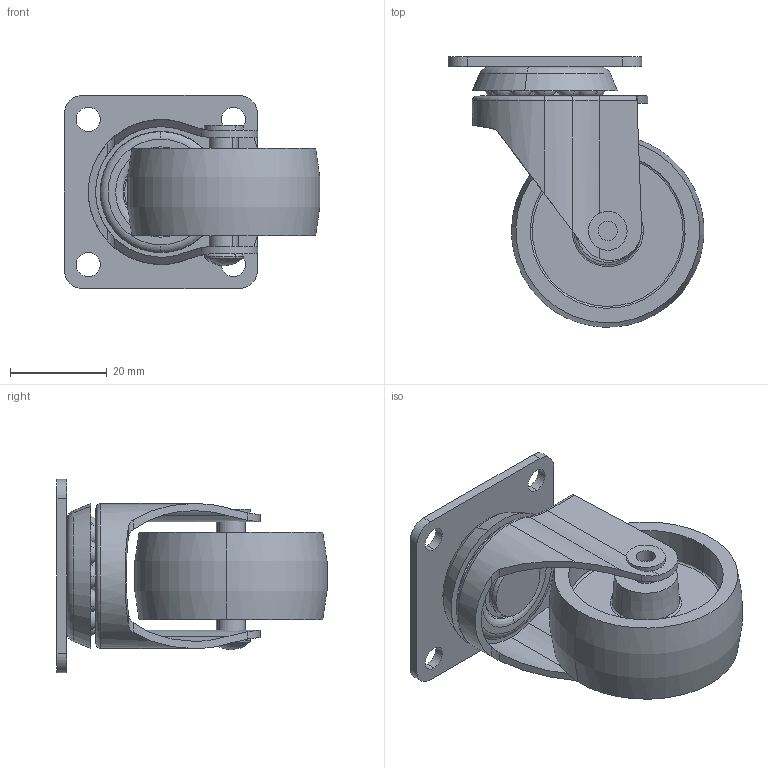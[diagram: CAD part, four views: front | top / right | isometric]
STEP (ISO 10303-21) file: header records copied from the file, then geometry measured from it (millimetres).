
FILE_DESCRIPTION(('STEP AP203'),'1');
FILE_NAME('f25_040.stp','2023-07-17T07:39:01',('TraceParts'),('TraceParts S.A.'),'Spatial InterOp 3D',' ',' ');
FILE_SCHEMA(('CONFIG_CONTROL_DESIGN'));
Length unit declared in the file: millimetre
Products named in the file (1): 1
Bounding box: 52.87 x 55.83 x 40 mm (x, y, z)
Volume: 22248.1 mm3; surface area: 19436.4 mm2
Topology: 18 solids, 18 shells, 245 faces, 605 edges, 362 vertices
Faces by surface type: cylinder 63, plane 59, sphere 50, torus 47, cone 24, bspline 2
Entity records: 7320 total; most frequent: CARTESIAN_POINT 1480, DIRECTION 1368, ORIENTED_EDGE 1114, AXIS2_PLACEMENT_3D 616, EDGE_CURVE 557, VERTEX_POINT 362, CIRCLE 355, EDGE_LOOP 279
